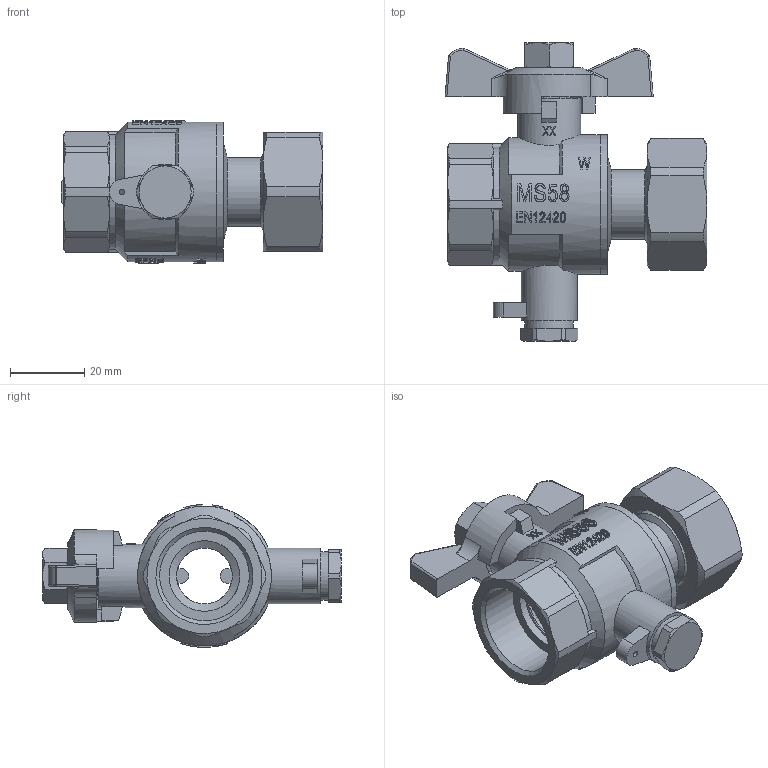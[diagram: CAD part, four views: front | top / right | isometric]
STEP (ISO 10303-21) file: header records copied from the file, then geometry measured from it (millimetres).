
FILE_DESCRIPTION(/* description */ ('Unknown'),/* implementation_level */ '2;1');
FILE_NAME(/* name */ '7226-55',/* time_stamp */ '2023-06-06T11:22:07+02:00',/* author */ ('Unknown'),/* organization */ ('Unknown'),/* preprocessor_version */ 'ST-DEVELOPER v18.102',/* originating_system */ 'Solid Edge',/* authorisation */ 'Unknown');
FILE_SCHEMA (('AUTOMOTIVE_DESIGN {1 0 10303 214 3 1 1}'));
Length unit declared in the file: millimetre
Products named in the file (19): 7226-55; 722-55-Einschraubteil-co; Einschraubteil; 97000077_24x15x2 - 3_4; sperring; Überwurfmutter_3_4; B1; F-griff.1; M8-1_2-3_4.1; 7226-55_Körper-co; 7116-55_Körper_ø5,9; Dichtung_0; Kugel; Kugeldichtung; Schtaube; Spindel-co; Stopfbuchse; Spindel; Spindeldichtung
Assembly tree (19 placements, depth 3):
  7226-55
    722-55-Einschraubteil-co
      Einschraubteil
      97000077_24x15x2 - 3_4
      sperring
      Überwurfmutter_3_4
    B1
      F-griff.1
      M8-1_2-3_4.1
    7226-55_Körper-co
      7116-55_Körper_ø5,9
      Dichtung_0
      Kugel
      Kugeldichtung  x2
      Schtaube
    Spindel-co
      Stopfbuchse
      Spindel
      Spindeldichtung
Bounding box: 70.46 x 80.3 x 38.39 mm (x, y, z)
Volume: 46334.1 mm3; surface area: 34947.1 mm2
Topology: 15 solids, 15 shells, 1227 faces, 3367 edges, 2223 vertices
Faces by surface type: plane 968, cylinder 151, cone 77, bspline 14, sphere 11, torus 6
Full cylindrical faces by diameter (mm): 1.5 x1, 5 x1, 5.9 x1, 6.7 x1, 6.75 x1, 8.92 x1, 9 x4, 9.1 x1, 10 x2, 10.5 x1, 11 x1, 12 x1, 12.4 x1, 12.5 x1, 13 x1, 14 x1, 15 x2, 16 x3, 17 x1, 18.5 x1, 18.6 x1, 19 x4, 21.6 x1, 24 x2, 24.1 x1, 24.117 x2, 26.5 x1, 27 x4, 31.5 x1, 33 x1
Entity records: 52018 total; most frequent: CARTESIAN_POINT 12849, DIRECTION 7323, ORIENTED_EDGE 6482, EDGE_CURVE 3241, AXIS2_PLACEMENT_3D 3029, VERTEX_POINT 2193, FACE_BOUND 1392, EDGE_LOOP 1391
